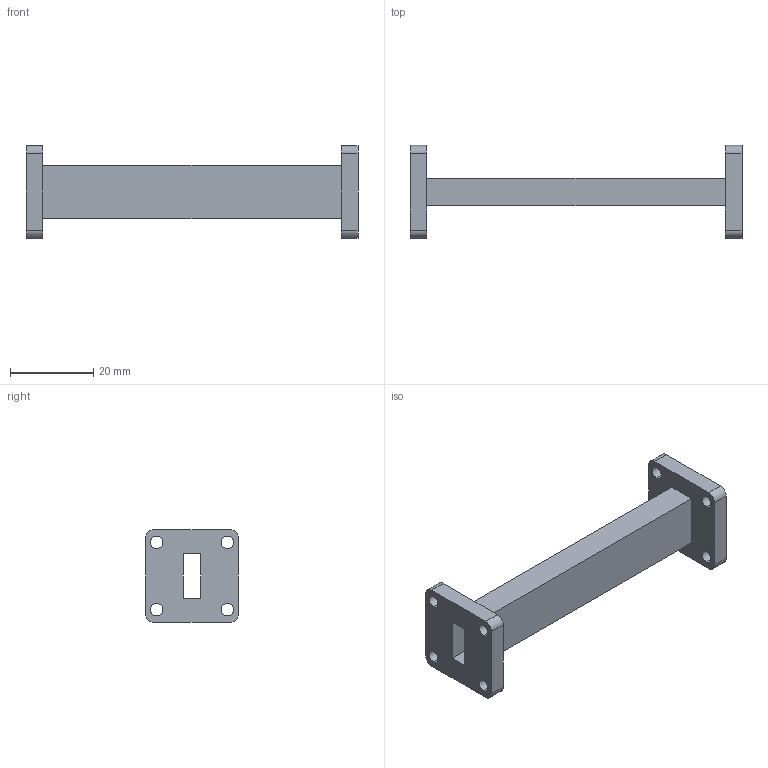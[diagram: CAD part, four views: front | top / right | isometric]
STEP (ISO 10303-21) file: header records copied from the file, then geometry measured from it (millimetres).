
FILE_DESCRIPTION (( 'STEP AP214' ), '1' );
FILE_NAME ('FMWAT1022-10_3D.step', '2024-08-22T16:52:39', ( '' ), ( '' ), 'SwSTEP 2.0', 'SolidWorks 2022', '' );
FILE_SCHEMA (( 'AUTOMOTIVE_DESIGN' ));
Length unit declared in the file: millimetre
Products named in the file (1): FMWAT1022-10_3D
Bounding box: 80 x 22.4 x 22.4 mm (x, y, z)
Volume: 6299.7 mm3; surface area: 7833.5 mm2
Topology: 1 solids, 1 shells, 44 faces, 120 edges, 80 vertices
Faces by surface type: cylinder 24, plane 20
Entity records: 1482 total; most frequent: DIRECTION 258, CARTESIAN_POINT 245, ORIENTED_EDGE 240, EDGE_CURVE 120, AXIS2_PLACEMENT_3D 93, VERTEX_POINT 80, VECTOR 72, LINE 72
